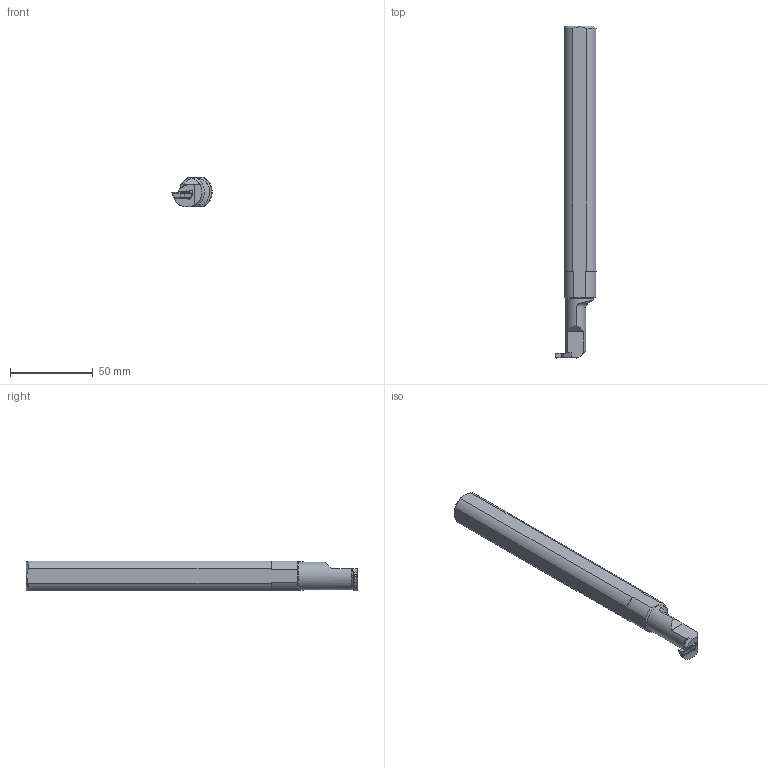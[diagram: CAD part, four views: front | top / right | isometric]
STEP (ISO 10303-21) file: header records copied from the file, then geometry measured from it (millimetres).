
FILE_DESCRIPTION(/* description */ (''),/* implementation_level */ '2;1');
FILE_NAME(/* name */ 'A20R_GGFL0313_SIM.stp',/* time_stamp */ '2020-12-08T16:27:27+01:00',/* author */ (''),/* organization */ (''),/* preprocessor_version */ 'ST-DEVELOPER v16.7',/* originating_system */ 'SIEMENS PLM Software NX 12.0',/* authorisation */ '');
FILE_SCHEMA (('AUTOMOTIVE_DESIGN { 1 0 10303 214 3 1 1 1 }'));
Length unit declared in the file: millimetre
Products named in the file (1): fo342D0418D10uyk
Bounding box: 24.45 x 201 x 18.01 mm (x, y, z)
Volume: 44373.2 mm3; surface area: 16877.9 mm2
Topology: 2 solids, 2 shells, 111 faces, 311 edges, 204 vertices
Faces by surface type: plane 56, cylinder 28, bspline 18, cone 5, torus 2, extrusion 2
Full cylindrical faces by diameter (mm): 8.5 x1, 17 x1
Entity records: 5377 total; most frequent: CARTESIAN_POINT 2767, ORIENTED_EDGE 600, DIRECTION 443, EDGE_CURVE 300, VERTEX_POINT 200, AXIS2_PLACEMENT_3D 151, VECTOR 141, LINE 139
